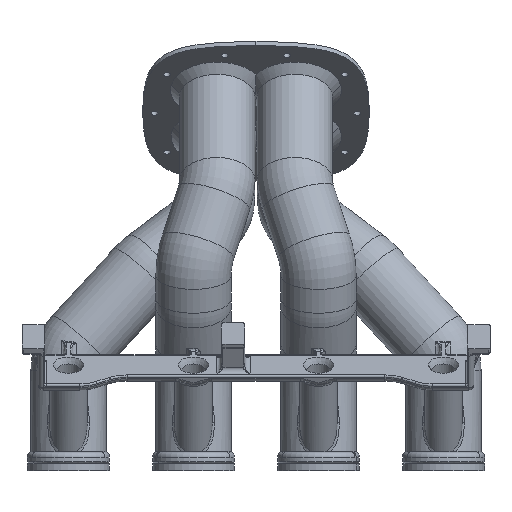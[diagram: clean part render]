
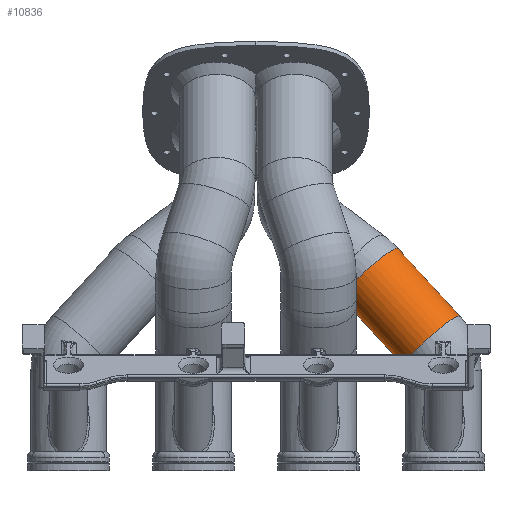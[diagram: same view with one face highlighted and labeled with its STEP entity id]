
A CAD part, front view. The second image highlights one B-rep face of the part: STEP entity #10836.
In plain terms, the highlighted cylindrical face has radius 22.25 mm (diameter 44.5 mm), a partial arc.
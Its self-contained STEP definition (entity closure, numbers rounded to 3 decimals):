
#5687=CARTESIAN_POINT('Vertex',(120.936,2.695,32.057)) ;
#5690=CARTESIAN_POINT('Axis2P3D Location',(104.413,1.442,17.208)) ;
#5694=CARTESIAN_POINT('Vertex',(87.89,0.188,2.36)) ;
#10806=CARTESIAN_POINT('Axis2P3D Location',(86.076,5.455,37.274)) ;
#10811=CARTESIAN_POINT('Line Origine',(69.553,4.201,22.426)) ;
#10815=CARTESIAN_POINT('Vertex',(51.215,8.215,42.492)) ;
#10818=CARTESIAN_POINT('Line Origine',(102.599,6.708,52.123)) ;
#10822=CARTESIAN_POINT('Vertex',(84.261,10.721,72.189)) ;
#10825=CARTESIAN_POINT('Axis2P3D Location',(67.738,9.468,57.34)) ;
#5691=DIRECTION('Axis2P3D Direction',(-0.667,0.146,0.73)) ;
#10807=DIRECTION('Axis2P3D Direction',(-0.667,0.146,0.73)) ;
#10808=DIRECTION('Axis2P3D XDirection',(0.743,0.056,0.667)) ;
#10812=DIRECTION('Vector Direction',(-0.667,0.146,0.73)) ;
#10819=DIRECTION('Vector Direction',(-0.667,0.146,0.73)) ;
#10826=DIRECTION('Axis2P3D Direction',(-0.667,0.146,0.73)) ;
#5692=AXIS2_PLACEMENT_3D('Circle Axis2P3D',#5690,#5691,$) ;
#10809=AXIS2_PLACEMENT_3D('Cylinder Axis2P3D',#10806,#10807,#10808) ;
#10827=AXIS2_PLACEMENT_3D('Circle Axis2P3D',#10825,#10826,$) ;
#10831=ORIENTED_EDGE('',*,*,#10817,.F.) ;
#10832=ORIENTED_EDGE('',*,*,#5696,.T.) ;
#10833=ORIENTED_EDGE('',*,*,#10824,.T.) ;
#10834=ORIENTED_EDGE('',*,*,#10829,.F.) ;
#10813=VECTOR('Line Direction',#10812,1.) ;
#10820=VECTOR('Line Direction',#10819,1.) ;
#10836=ADVANCED_FACE('Corps principal',(#10835),#10810,.T.) ;
#5693=CIRCLE('generated circle',#5692,22.25) ;
#10828=CIRCLE('generated circle',#10827,22.25) ;
#10810=CYLINDRICAL_SURFACE('generated cylinder',#10809,22.25) ;
#5696=EDGE_CURVE('',#5695,#5688,#5693,.T.) ;
#10817=EDGE_CURVE('',#5695,#10816,#10814,.T.) ;
#10824=EDGE_CURVE('',#5688,#10823,#10821,.T.) ;
#10829=EDGE_CURVE('',#10816,#10823,#10828,.T.) ;
#10830=EDGE_LOOP('',(#10831,#10832,#10833,#10834)) ;
#10835=FACE_OUTER_BOUND('',#10830,.T.) ;
#10814=LINE('Line',#10811,#10813) ;
#10821=LINE('Line',#10818,#10820) ;
#5688=VERTEX_POINT('',#5687) ;
#5695=VERTEX_POINT('',#5694) ;
#10816=VERTEX_POINT('',#10815) ;
#10823=VERTEX_POINT('',#10822) ;
